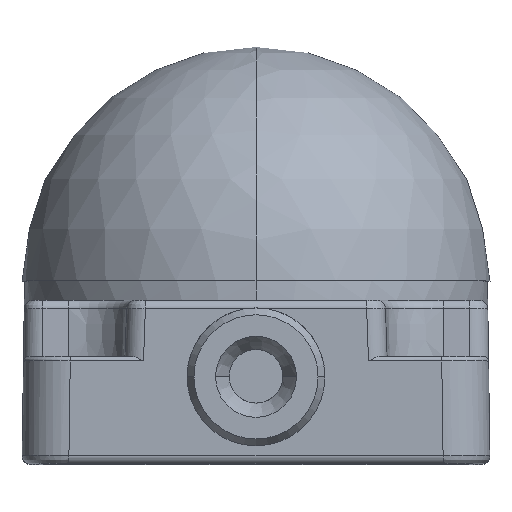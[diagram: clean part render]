
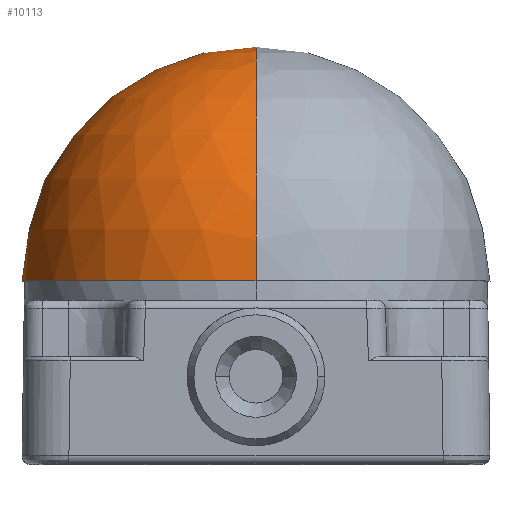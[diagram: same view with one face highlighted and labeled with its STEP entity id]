
A CAD part, top view. The second image highlights one B-rep face of the part: STEP entity #10113.
In plain terms, the highlighted spherical face has radius 25 mm.
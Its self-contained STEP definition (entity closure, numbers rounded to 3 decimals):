
#607=CARTESIAN_POINT('',(0.,19.6,0.));
#608=DIRECTION('',(1.,0.,0.));
#609=DIRECTION('',(0.,0.,-1.));
#610=AXIS2_PLACEMENT_3D('',#607,#608,#609);
#612=CARTESIAN_POINT('',(0.,19.6,0.));
#613=DIRECTION('',(-1.,0.,0.));
#614=DIRECTION('',(0.,0.,1.));
#615=AXIS2_PLACEMENT_3D('',#612,#613,#614);
#617=CARTESIAN_POINT('',(0.,19.6,0.));
#618=DIRECTION('',(0.,1.,0.));
#619=DIRECTION('',(0.,0.,-1.));
#620=AXIS2_PLACEMENT_3D('',#617,#618,#619);
#9634=CARTESIAN_POINT('',(0.,19.6,-25.));
#9635=CARTESIAN_POINT('',(0.,44.6,0.));
#9636=VERTEX_POINT('',#9634);
#9637=VERTEX_POINT('',#9635);
#9638=CARTESIAN_POINT('',(0.,19.6,25.));
#9639=VERTEX_POINT('',#9638);
#10101=CARTESIAN_POINT('',(0.,19.6,0.));
#10102=DIRECTION('',(0.,-1.,0.));
#10103=DIRECTION('',(0.,0.,1.));
#10104=AXIS2_PLACEMENT_3D('',#10101,#10102,#10103);
#10105=SPHERICAL_SURFACE('',#10104,25.);
#10107=ORIENTED_EDGE('',*,*,#10106,.T.);
#10109=ORIENTED_EDGE('',*,*,#10108,.F.);
#10110=ORIENTED_EDGE('',*,*,#10089,.F.);
#10111=EDGE_LOOP('',(#10107,#10109,#10110));
#10112=FACE_OUTER_BOUND('',#10111,.F.);
#10113=ADVANCED_FACE('',(#10112),#10105,.T.);
#611=CIRCLE('',#610,25.);
#616=CIRCLE('',#615,25.);
#621=CIRCLE('',#620,25.);
#10089=EDGE_CURVE('',#9636,#9639,#621,.T.);
#10106=EDGE_CURVE('',#9636,#9637,#611,.T.);
#10108=EDGE_CURVE('',#9639,#9637,#616,.T.);
